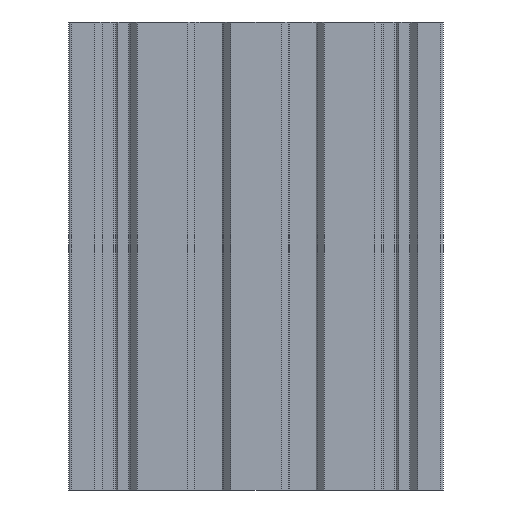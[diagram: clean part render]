
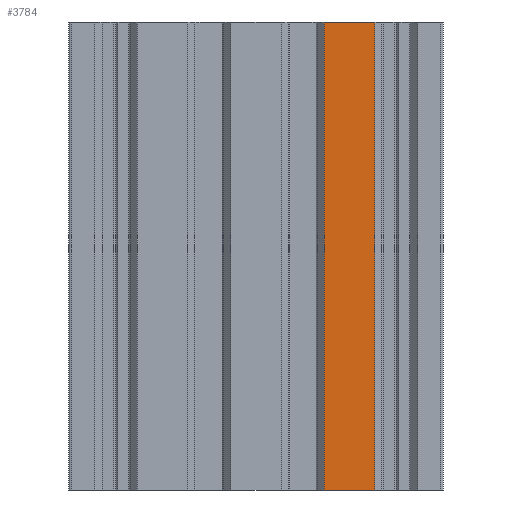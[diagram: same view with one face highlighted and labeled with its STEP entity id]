
A CAD part, front view. The second image highlights one B-rep face of the part: STEP entity #3784.
In plain terms, the highlighted planar face has unit normal (0, -1, 0).
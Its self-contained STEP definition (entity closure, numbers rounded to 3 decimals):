
#59=PLANE('',#3988);
#240=FACE_OUTER_BOUND('',#428,.T.);
#428=EDGE_LOOP('',(#2753,#2754,#2755,#2756));
#691=LINE('',#5305,#1233);
#693=LINE('',#5309,#1235);
#694=LINE('',#5311,#1236);
#695=LINE('',#5312,#1237);
#1233=VECTOR('',#4319,10.);
#1235=VECTOR('',#4323,10.);
#1236=VECTOR('',#4324,10.);
#1237=VECTOR('',#4325,10.);
#1765=VERTEX_POINT('',#5302);
#1766=VERTEX_POINT('',#5304);
#1767=VERTEX_POINT('',#5308);
#1768=VERTEX_POINT('',#5310);
#2165=EDGE_CURVE('',#1766,#1765,#691,.T.);
#2167=EDGE_CURVE('',#1767,#1765,#693,.T.);
#2168=EDGE_CURVE('',#1768,#1767,#694,.T.);
#2169=EDGE_CURVE('',#1766,#1768,#695,.T.);
#2753=ORIENTED_EDGE('',*,*,#2165,.T.);
#2754=ORIENTED_EDGE('',*,*,#2167,.F.);
#2755=ORIENTED_EDGE('',*,*,#2168,.F.);
#2756=ORIENTED_EDGE('',*,*,#2169,.F.);
#3784=ADVANCED_FACE('',(#240),#59,.T.);
#3988=AXIS2_PLACEMENT_3D('',#5307,#4321,#4322);
#4319=DIRECTION('',(0.,0.,1.));
#4321=DIRECTION('center_axis',(0.,-1.,0.));
#4322=DIRECTION('ref_axis',(1.,0.,0.));
#4323=DIRECTION('',(1.,0.,0.));
#4324=DIRECTION('',(0.,0.,1.));
#4325=DIRECTION('',(-1.,0.,0.));
#5302=CARTESIAN_POINT('',(25.42,-10.,50.));
#5304=CARTESIAN_POINT('',(25.42,-10.,-50.));
#5305=CARTESIAN_POINT('',(25.42,-10.,0.));
#5307=CARTESIAN_POINT('Origin',(14.58,-10.,0.));
#5308=CARTESIAN_POINT('',(14.58,-10.,50.));
#5309=CARTESIAN_POINT('',(14.58,-10.,50.));
#5310=CARTESIAN_POINT('',(14.58,-10.,-50.));
#5311=CARTESIAN_POINT('',(14.58,-10.,0.));
#5312=CARTESIAN_POINT('',(14.58,-10.,-50.));
